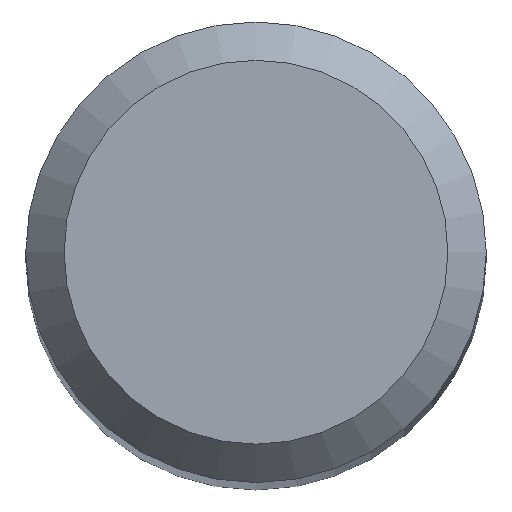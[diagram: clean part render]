
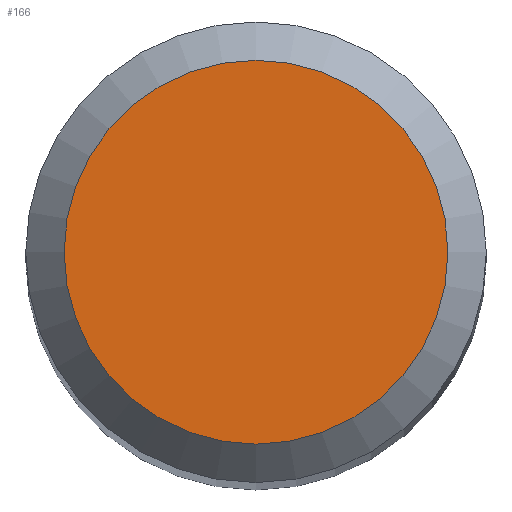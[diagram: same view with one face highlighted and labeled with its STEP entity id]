
A CAD part, top view. The second image highlights one B-rep face of the part: STEP entity #166.
In plain terms, the highlighted planar face has unit normal (0, 0, 1).
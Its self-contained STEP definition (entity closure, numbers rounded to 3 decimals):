
#48 = CIRCLE ( 'NONE', #93, 2.5 ) ;
#85 = AXIS2_PLACEMENT_3D ( 'NONE', #227, #107, #100 ) ;
#91 = VERTEX_POINT ( 'NONE', #236 ) ;
#93 = AXIS2_PLACEMENT_3D ( 'NONE', #112, #190, #193 ) ;
#100 = DIRECTION ( 'NONE',  ( 0., 1., 0. ) ) ;
#107 = DIRECTION ( 'NONE',  ( 0., 0., -1. ) ) ;
#112 = CARTESIAN_POINT ( 'NONE',  ( 0., 0., 66. ) ) ;
#113 = EDGE_CURVE ( 'NONE', #91, #91, #48, .T. ) ;
#117 = EDGE_LOOP ( 'NONE', ( #147 ) ) ;
#122 = FACE_OUTER_BOUND ( 'NONE', #117, .T. ) ;
#147 = ORIENTED_EDGE ( 'NONE', *, *, #113, .F. ) ;
#161 = PLANE ( 'NONE',  #85 ) ;
#166 = ADVANCED_FACE ( 'NONE', ( #122 ), #161, .F. ) ;
#190 = DIRECTION ( 'NONE',  ( 0., 0., -1. ) ) ;
#193 = DIRECTION ( 'NONE',  ( 0., 1., 0. ) ) ;
#227 = CARTESIAN_POINT ( 'NONE',  ( 0., 0., 66. ) ) ;
#236 = CARTESIAN_POINT ( 'NONE',  ( 0., 2.5, 66. ) ) ;
